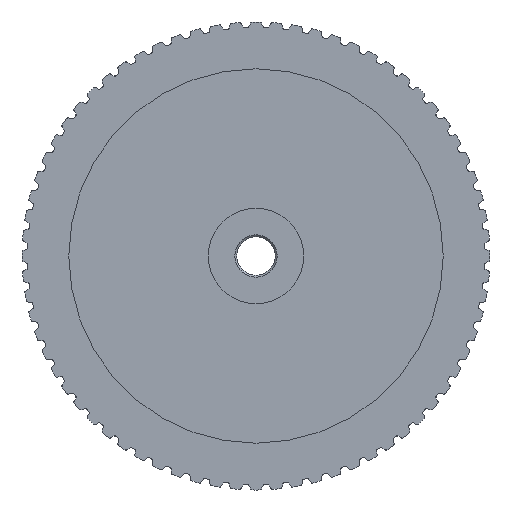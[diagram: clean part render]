
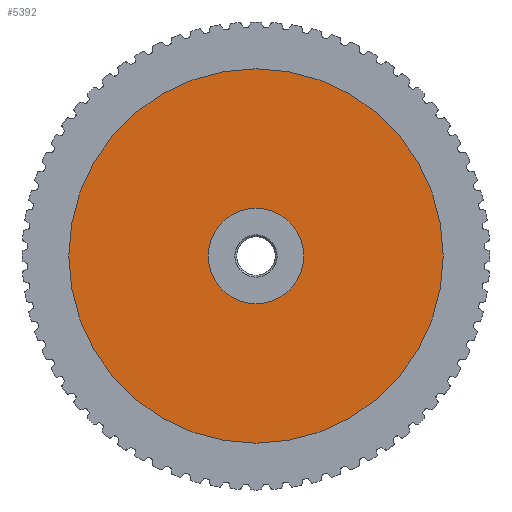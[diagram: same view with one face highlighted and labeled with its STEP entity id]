
A CAD part, left-side view. The second image highlights one B-rep face of the part: STEP entity #5392.
In plain terms, the highlighted planar face has unit normal (-1, 0, 0).
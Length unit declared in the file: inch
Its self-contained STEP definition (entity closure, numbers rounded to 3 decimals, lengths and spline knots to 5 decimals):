
#18 = DIRECTION ( 'NONE',  ( 0., 0., 1. ) ) ;
#352 = CARTESIAN_POINT ( 'NONE',  ( 0.14, 0., 0. ) ) ;
#754 = CIRCLE ( 'NONE', #19102, 1.8256 ) ;
#2195 = FACE_OUTER_BOUND ( 'NONE', #4835, .T. ) ;
#2308 = ORIENTED_EDGE ( 'NONE', *, *, #4356, .T. ) ;
#2353 = DIRECTION ( 'NONE',  ( -1., 0., 0. ) ) ;
#3221 = DIRECTION ( 'NONE',  ( -1., 0., 0. ) ) ;
#3524 = CIRCLE ( 'NONE', #5929, 0.465 ) ;
#4356 = EDGE_CURVE ( 'NONE', #23190, #22031, #17973, .T. ) ;
#4599 = CARTESIAN_POINT ( 'NONE',  ( 0.14, 0., 0.465 ) ) ;
#4835 = EDGE_LOOP ( 'NONE', ( #21849, #2308 ) ) ;
#4898 = CIRCLE ( 'NONE', #23647, 0.465 ) ;
#5138 = CARTESIAN_POINT ( 'NONE',  ( 0.14, 0., 1.8256 ) ) ;
#5392 = ADVANCED_FACE ( 'NONE', ( #11678, #2195 ), #9762, .F. ) ;
#5929 = AXIS2_PLACEMENT_3D ( 'NONE', #22705, #11352, #18 ) ;
#6903 = CARTESIAN_POINT ( 'NONE',  ( 0.14, 0., 0. ) ) ;
#7549 = CARTESIAN_POINT ( 'NONE',  ( 0.14, 0., -0.465 ) ) ;
#7937 = DIRECTION ( 'NONE',  ( 0., 0., -1. ) ) ;
#8798 = DIRECTION ( 'NONE',  ( 0., 0., 1. ) ) ;
#9762 = PLANE ( 'NONE',  #18333 ) ;
#9943 = EDGE_CURVE ( 'NONE', #19925, #16001, #3524, .T. ) ;
#11352 = DIRECTION ( 'NONE',  ( -1., 0., 0. ) ) ;
#11460 = EDGE_LOOP ( 'NONE', ( #21182, #14813 ) ) ;
#11678 = FACE_BOUND ( 'NONE', #11460, .T. ) ;
#13726 = CARTESIAN_POINT ( 'NONE',  ( 0.14, 0., 0. ) ) ;
#14605 = CARTESIAN_POINT ( 'NONE',  ( 0.14, 0., 0. ) ) ;
#14813 = ORIENTED_EDGE ( 'NONE', *, *, #16917, .F. ) ;
#15623 = DIRECTION ( 'NONE',  ( 0., 0., 1. ) ) ;
#16001 = VERTEX_POINT ( 'NONE', #7549 ) ;
#16492 = DIRECTION ( 'NONE',  ( 0., 0., 1. ) ) ;
#16550 = CARTESIAN_POINT ( 'NONE',  ( 0.14, 0., -1.8256 ) ) ;
#16917 = EDGE_CURVE ( 'NONE', #16001, #19925, #4898, .T. ) ;
#17973 = CIRCLE ( 'NONE', #20725, 1.8256 ) ;
#18333 = AXIS2_PLACEMENT_3D ( 'NONE', #352, #19324, #7937 ) ;
#19102 = AXIS2_PLACEMENT_3D ( 'NONE', #13726, #2353, #15623 ) ;
#19324 = DIRECTION ( 'NONE',  ( 1., 0., 0. ) ) ;
#19925 = VERTEX_POINT ( 'NONE', #4599 ) ;
#20174 = DIRECTION ( 'NONE',  ( -1., 0., 0. ) ) ;
#20725 = AXIS2_PLACEMENT_3D ( 'NONE', #14605, #3221, #16492 ) ;
#20917 = EDGE_CURVE ( 'NONE', #22031, #23190, #754, .T. ) ;
#21182 = ORIENTED_EDGE ( 'NONE', *, *, #9943, .F. ) ;
#21849 = ORIENTED_EDGE ( 'NONE', *, *, #20917, .T. ) ;
#22031 = VERTEX_POINT ( 'NONE', #5138 ) ;
#22705 = CARTESIAN_POINT ( 'NONE',  ( 0.14, 0., 0. ) ) ;
#23190 = VERTEX_POINT ( 'NONE', #16550 ) ;
#23647 = AXIS2_PLACEMENT_3D ( 'NONE', #6903, #20174, #8798 ) ;
